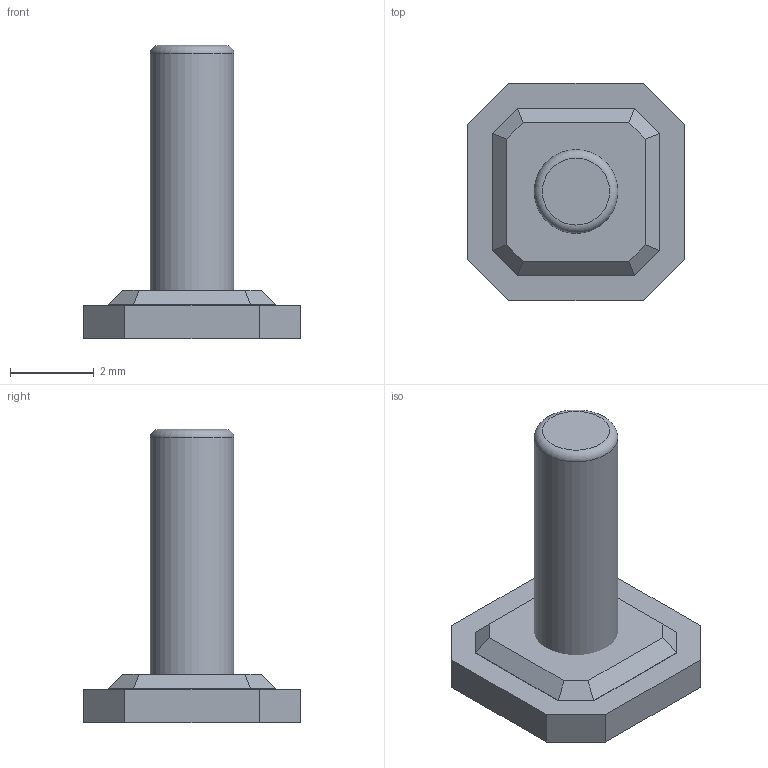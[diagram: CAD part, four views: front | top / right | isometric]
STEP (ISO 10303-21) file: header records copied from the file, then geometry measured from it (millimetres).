
FILE_DESCRIPTION(('FreeCAD Model'),'2;1');
FILE_NAME('Open CASCADE Shape Model','2024-12-12T14:21:45',(''),(''), 'Open CASCADE STEP processor 7.8','FreeCAD','Unknown');
FILE_SCHEMA(('AUTOMOTIVE_DESIGN { 1 0 10303 214 1 1 1 1 }'));
Length unit declared in the file: millimetre
Products named in the file (4): Unnamed; Chamfer; Fillet; Chamfer002
Assembly tree (3 placements, depth 2):
  Unnamed
    Chamfer
    Fillet
    Chamfer002
Bounding box: 5.2 x 5.2 x 7 mm (x, y, z)
Volume: 46.2 mm3; surface area: 146.5 mm2
Topology: 3 solids, 3 shells, 32 faces, 69 edges, 43 vertices
Faces by surface type: plane 30, cylinder 1, torus 1
Full cylindrical faces by diameter (mm): 2 x1
Entity records: 939 total; most frequent: CARTESIAN_POINT 148, DIRECTION 145, ORIENTED_EDGE 138, EDGE_CURVE 69, LINE 65, VECTOR 65, VERTEX_POINT 43, AXIS2_PLACEMENT_3D 40
